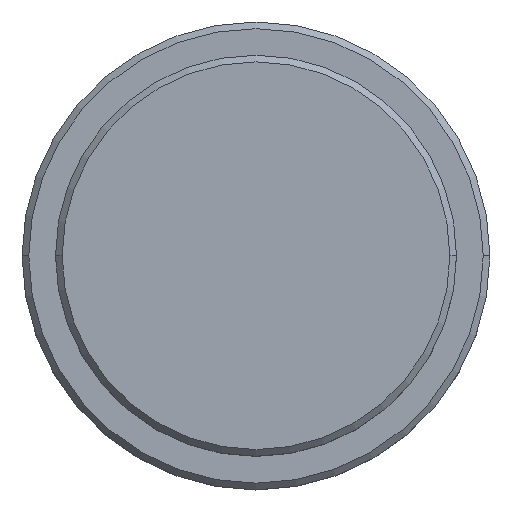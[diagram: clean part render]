
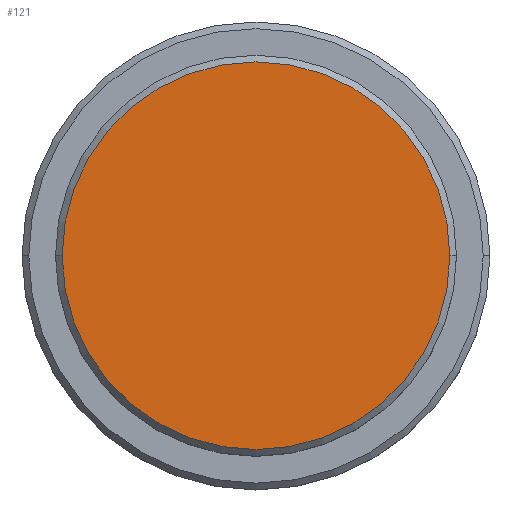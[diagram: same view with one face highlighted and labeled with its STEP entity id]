
A CAD part, top view. The second image highlights one B-rep face of the part: STEP entity #121.
In plain terms, the highlighted planar face has unit normal (0, 0, 1).
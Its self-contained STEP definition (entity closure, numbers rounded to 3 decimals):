
#39 = EDGE_LOOP ( 'NONE', ( #813, #419 ) ) ;
#68 = CARTESIAN_POINT ( 'NONE',  ( -14.5, 0., 0. ) ) ;
#121 = ADVANCED_FACE ( 'NONE', ( #1328 ), #320, .T. ) ;
#320 = PLANE ( 'NONE',  #473 ) ;
#377 = DIRECTION ( 'NONE',  ( 0., 0., 1. ) ) ;
#400 = EDGE_CURVE ( 'NONE', #1229, #480, #1010, .T. ) ;
#419 = ORIENTED_EDGE ( 'NONE', *, *, #400, .T. ) ;
#473 = AXIS2_PLACEMENT_3D ( 'NONE', #989, #537, #673 ) ;
#480 = VERTEX_POINT ( 'NONE', #68 ) ;
#537 = DIRECTION ( 'NONE',  ( 0., 0., 1. ) ) ;
#673 = DIRECTION ( 'NONE',  ( 1., 0., 0. ) ) ;
#718 = CARTESIAN_POINT ( 'NONE',  ( 0., 0., 0. ) ) ;
#729 = DIRECTION ( 'NONE',  ( 1., 0., 0. ) ) ;
#813 = ORIENTED_EDGE ( 'NONE', *, *, #863, .T. ) ;
#831 = CARTESIAN_POINT ( 'NONE',  ( 0., 0., 0. ) ) ;
#863 = EDGE_CURVE ( 'NONE', #480, #1229, #1289, .T. ) ;
#987 = AXIS2_PLACEMENT_3D ( 'NONE', #718, #1159, #1076 ) ;
#989 = CARTESIAN_POINT ( 'NONE',  ( 0., 0., 0. ) ) ;
#991 = AXIS2_PLACEMENT_3D ( 'NONE', #831, #377, #729 ) ;
#1010 = CIRCLE ( 'NONE', #987, 14.5 ) ;
#1076 = DIRECTION ( 'NONE',  ( 1., 0., 0. ) ) ;
#1159 = DIRECTION ( 'NONE',  ( 0., 0., 1. ) ) ;
#1229 = VERTEX_POINT ( 'NONE', #1309 ) ;
#1289 = CIRCLE ( 'NONE', #991, 14.5 ) ;
#1309 = CARTESIAN_POINT ( 'NONE',  ( 14.5, 0., 0. ) ) ;
#1328 = FACE_OUTER_BOUND ( 'NONE', #39, .T. ) ;
